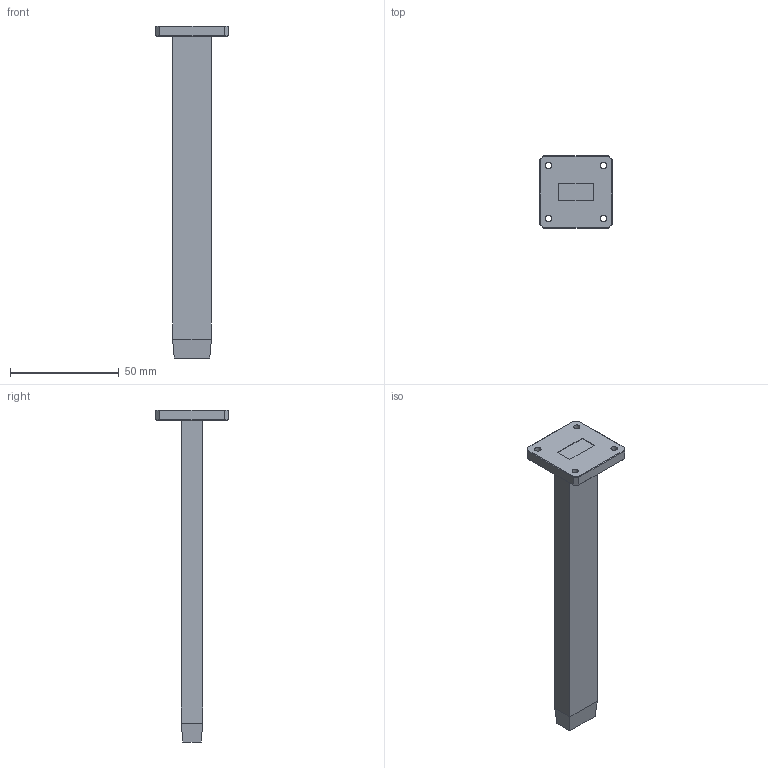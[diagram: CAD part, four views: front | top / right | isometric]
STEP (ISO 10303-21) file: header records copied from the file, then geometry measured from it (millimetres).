
FILE_DESCRIPTION (( 'STEP AP214' ), '1' );
FILE_NAME ('AP-R6-6.0, DF.STEP', '2026-01-08T18:02:14', ( '' ), ( '' ), 'SwSTEP 2.0', 'SolidWorks 2021', '' );
FILE_SCHEMA (( 'AUTOMOTIVE_DESIGN' ));
Length unit declared in the file: inch
Products named in the file (1): AP-R6-6.0, DF
Bounding box: 33.32 x 33.32 x 152.4 mm (x, y, z)
Volume: 31113 mm3; surface area: 11058.4 mm2
Topology: 1 solids, 1 shells, 48 faces, 112 edges, 68 vertices
Faces by surface type: plane 40, cylinder 8
Entity records: 1388 total; most frequent: CARTESIAN_POINT 229, DIRECTION 226, ORIENTED_EDGE 224, EDGE_CURVE 112, LINE 96, VECTOR 96, VERTEX_POINT 68, AXIS2_PLACEMENT_3D 65
